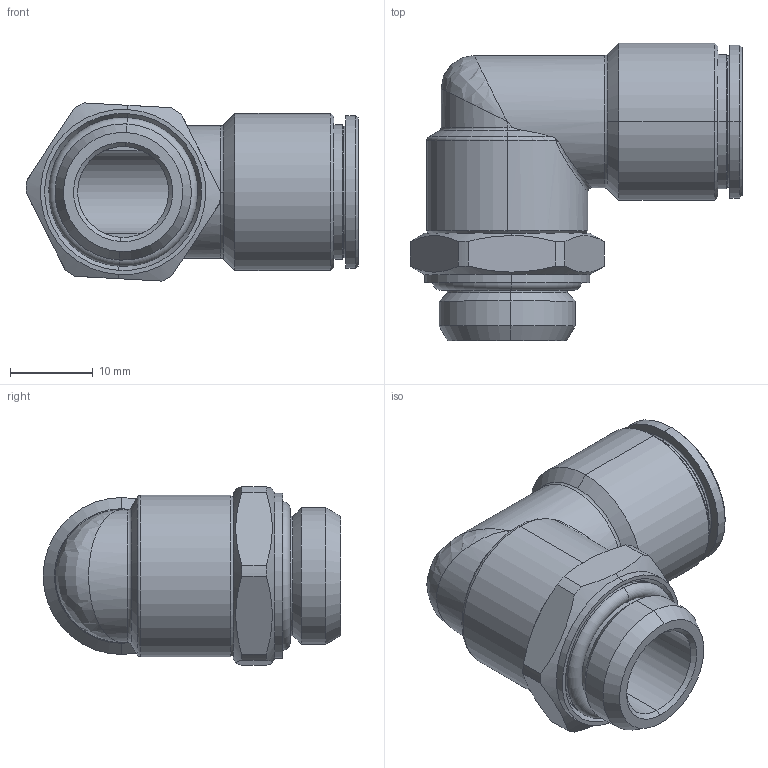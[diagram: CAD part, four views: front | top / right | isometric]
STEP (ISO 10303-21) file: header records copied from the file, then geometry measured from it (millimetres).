
FILE_DESCRIPTION (( 'STEP AP203' ), '1' );
FILE_NAME ('X0060063.STEP', '2010-09-24T14:47:11', ( '' ), ( 'sopra-pneumatic' ), 'SwSTEP 2.0', 'SolidWorks 2009', '' );
FILE_SCHEMA (( 'CONFIG_CONTROL_DESIGN' ));
Length unit declared in the file: millimetre
Products named in the file (1): X0060063
Bounding box: 40.15 x 36 x 21.55 mm (x, y, z)
Volume: 8588.4 mm3; surface area: 6140.2 mm2
Topology: 2 solids, 2 shells, 98 faces, 222 edges, 129 vertices
Faces by surface type: cylinder 33, cone 29, torus 16, plane 16, bspline 4
Entity records: 4192 total; most frequent: CARTESIAN_POINT 1933, DIRECTION 488, ORIENTED_EDGE 440, EDGE_CURVE 220, AXIS2_PLACEMENT_3D 210, VERTEX_POINT 129, CIRCLE 115, EDGE_LOOP 105
